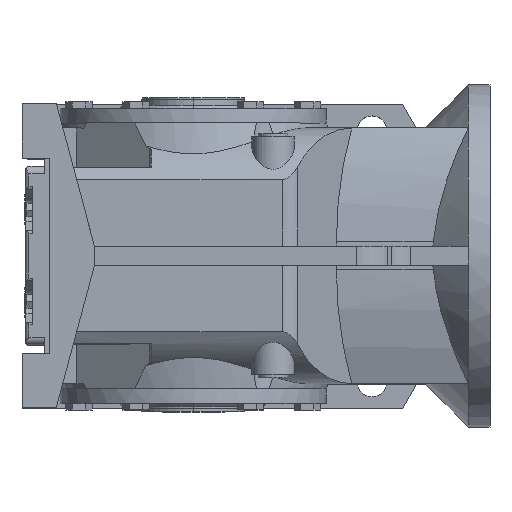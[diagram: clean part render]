
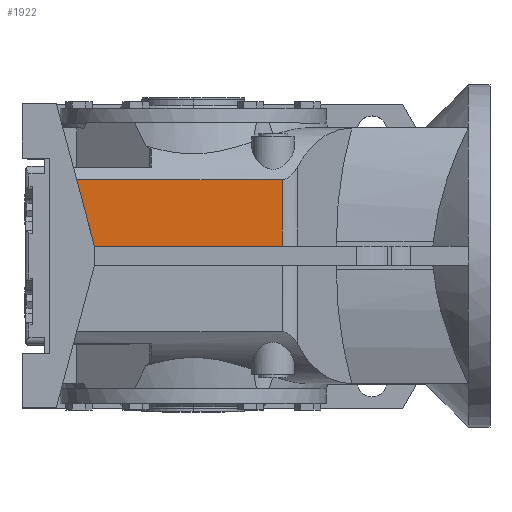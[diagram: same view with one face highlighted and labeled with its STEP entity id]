
A CAD part, top view. The second image highlights one B-rep face of the part: STEP entity #1922.
In plain terms, the highlighted planar face has unit normal (0, 0, 1).
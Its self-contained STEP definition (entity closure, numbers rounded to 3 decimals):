
#1922=ADVANCED_FACE('NONE',(#4043),#4044,.F.);
#4043=FACE_OUTER_BOUND('',#6322,.T.);
#4044=PLANE('',#6323);
#6322=EDGE_LOOP('',(#12338,#12339,#12340,#12341));
#6323=AXIS2_PLACEMENT_3D('',#12342,#12343,#12344);
#12338=ORIENTED_EDGE('',*,*,#15823,.T.);
#12339=ORIENTED_EDGE('',*,*,#16071,.F.);
#12340=ORIENTED_EDGE('',*,*,#16072,.T.);
#12341=ORIENTED_EDGE('',*,*,#16073,.T.);
#12342=CARTESIAN_POINT('',(-195.0,-168.0,208.0));
#12343=DIRECTION('',(0.,0.0,-1.0));
#12344=DIRECTION('',(-1.0,0.0,0.));
#15823=EDGE_CURVE('NONE',#19695,#19693,#19696,.T.);
#16071=EDGE_CURVE('NONE',#20034,#19693,#20035,.T.);
#16072=EDGE_CURVE('NONE',#20034,#20036,#20037,.T.);
#16073=EDGE_CURVE('NONE',#20036,#19695,#20038,.T.);
#19693=VERTEX_POINT('NONE',#28490);
#19695=VERTEX_POINT('NONE',#28493);
#19696=LINE('',#28494,#28495);
#20034=VERTEX_POINT('NONE',#29316);
#20035=LINE('',#29317,#29318);
#20036=VERTEX_POINT('NONE',#29319);
#20037=LINE('',#29320,#29321);
#20038=LINE('',#29322,#29323);
#28490=CARTESIAN_POINT('',(-153.205,100.,208.0));
#28493=CARTESIAN_POINT('',(116.986,100.0,208.0));
#28494=CARTESIAN_POINT('',(379.0,100.0,208.0));
#28495=VECTOR('',#31975,1000.0);
#29316=CARTESIAN_POINT('',(-129.76,12.5,208.0));
#29317=CARTESIAN_POINT('',(-180.0,200.0,208.0));
#29318=VECTOR('',#32178,1000.0);
#29319=CARTESIAN_POINT('',(116.986,12.5,208.0));
#29320=CARTESIAN_POINT('',(116.986,12.5,208.0));
#29321=VECTOR('',#32179,1000.0);
#29322=CARTESIAN_POINT('',(116.986,-168.0,208.0));
#29323=VECTOR('',#32180,1000.0);
#31975=DIRECTION('',(-1.0,0.0,0.));
#32178=DIRECTION('',(-0.259,0.966,0.));
#32179=DIRECTION('',(1.0,0.0,0.));
#32180=DIRECTION('',(-0.0,1.0,-0.0));
